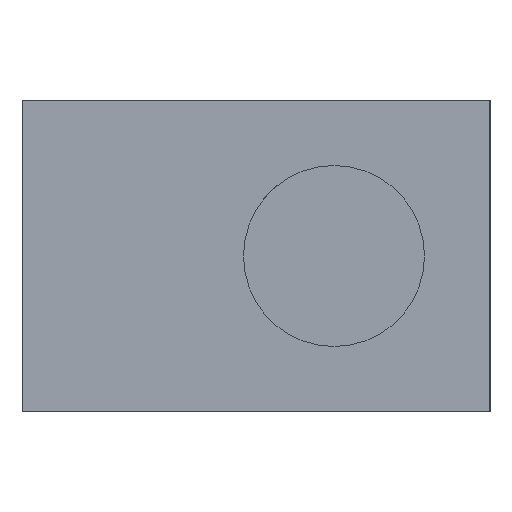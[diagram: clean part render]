
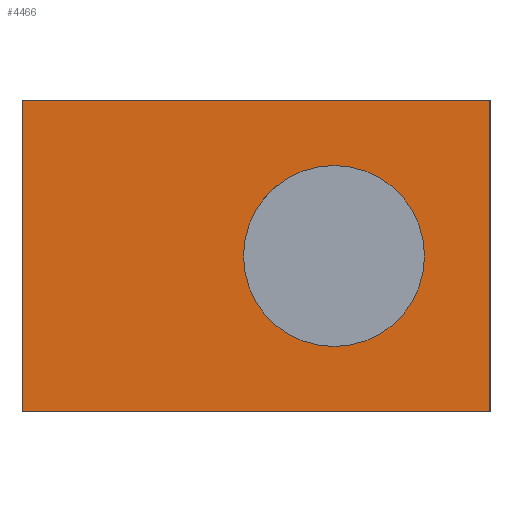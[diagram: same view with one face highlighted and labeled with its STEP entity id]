
A CAD part, left-side view. The second image highlights one B-rep face of the part: STEP entity #4466.
In plain terms, the highlighted planar face has unit normal (-1, 0, 0).
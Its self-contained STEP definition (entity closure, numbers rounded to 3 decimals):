
#518=FACE_BOUND('',#1120,.T.);
#596=PLANE('',#4595);
#841=FACE_OUTER_BOUND('',#1119,.T.);
#1119=EDGE_LOOP('',(#4192,#4193,#4194,#4195));
#1120=EDGE_LOOP('',(#4196));
#1426=LINE('',#9099,#1746);
#1439=LINE('',#9153,#1759);
#1444=LINE('',#9162,#1764);
#1445=LINE('',#9164,#1765);
#1746=VECTOR('',#5066,10.);
#1759=VECTOR('',#5133,10.);
#1764=VECTOR('',#5142,10.);
#1765=VECTOR('',#5145,10.);
#1772=CIRCLE('',#4494,2.9);
#1798=VERTEX_POINT('',#5170);
#2214=VERTEX_POINT('',#9097);
#2215=VERTEX_POINT('',#9098);
#2229=VERTEX_POINT('',#9151);
#2231=VERTEX_POINT('',#9160);
#2240=EDGE_CURVE('',#1798,#1798,#1772,.T.);
#2862=EDGE_CURVE('',#2214,#2215,#1426,.T.);
#2885=EDGE_CURVE('',#2229,#2214,#1439,.T.);
#2890=EDGE_CURVE('',#2231,#2215,#1444,.T.);
#2891=EDGE_CURVE('',#2229,#2231,#1445,.T.);
#4192=ORIENTED_EDGE('',*,*,#2891,.T.);
#4193=ORIENTED_EDGE('',*,*,#2890,.T.);
#4194=ORIENTED_EDGE('',*,*,#2862,.F.);
#4195=ORIENTED_EDGE('',*,*,#2885,.F.);
#4196=ORIENTED_EDGE('',*,*,#2240,.T.);
#4466=ADVANCED_FACE('',(#841,#518),#596,.T.);
#4494=AXIS2_PLACEMENT_3D('',#5171,#4624,#4625);
#4595=AXIS2_PLACEMENT_3D('',#9163,#5143,#5144);
#4624=DIRECTION('center_axis',(1.,0.,0.));
#4625=DIRECTION('ref_axis',(0.,-1.,0.));
#5066=DIRECTION('',(0.,-1.,0.));
#5133=DIRECTION('',(0.,0.,1.));
#5142=DIRECTION('',(0.,0.,1.));
#5143=DIRECTION('center_axis',(-1.,0.,0.));
#5144=DIRECTION('ref_axis',(0.,-1.,0.));
#5145=DIRECTION('',(0.,-1.,0.));
#5170=CARTESIAN_POINT('',(0.,7.9,5.));
#5171=CARTESIAN_POINT('Origin',(0.,5.,5.));
#9097=CARTESIAN_POINT('',(0.,15.,10.));
#9098=CARTESIAN_POINT('',(0.,0.,10.));
#9099=CARTESIAN_POINT('',(0.,15.,10.));
#9151=CARTESIAN_POINT('',(0.,15.,0.));
#9153=CARTESIAN_POINT('',(0.,15.,0.));
#9160=CARTESIAN_POINT('',(0.,0.,0.));
#9162=CARTESIAN_POINT('',(0.,0.,0.));
#9163=CARTESIAN_POINT('Origin',(0.,15.,0.));
#9164=CARTESIAN_POINT('',(0.,15.,0.));
